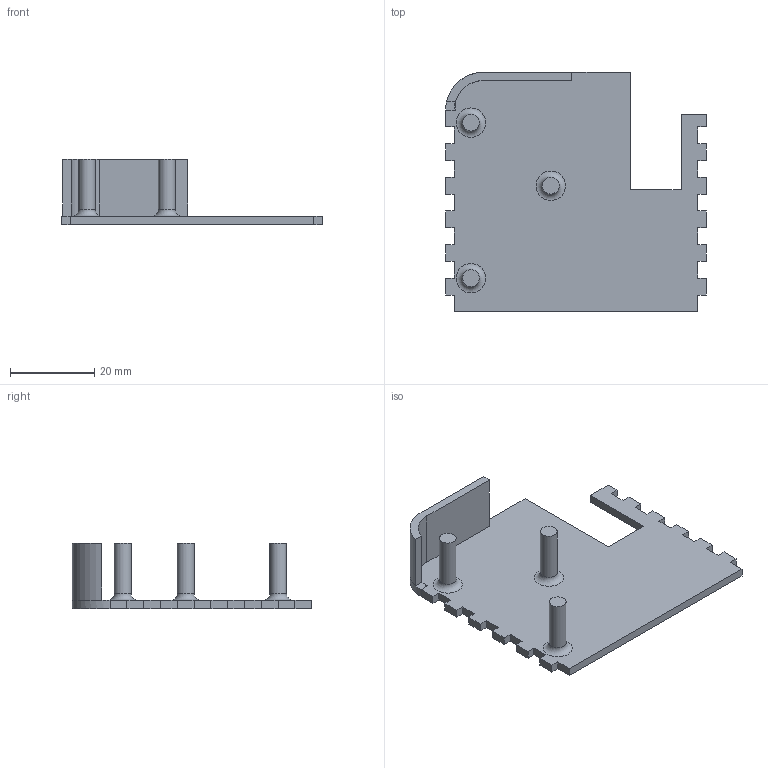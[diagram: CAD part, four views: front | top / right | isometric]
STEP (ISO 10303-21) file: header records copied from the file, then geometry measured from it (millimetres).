
FILE_DESCRIPTION(('FreeCAD Model'),'2;1');
FILE_NAME('hat.step','2019-11-14T11:31:38',('Author'),(''), 'Open CASCADE STEP processor 7.3','FreeCAD','Unknown');
FILE_SCHEMA(('AUTOMOTIVE_DESIGN { 1 0 10303 214 1 1 1 1 }'));
Length unit declared in the file: millimetre
Products named in the file (1): Hat
Bounding box: 62 x 57 x 15.5 mm (x, y, z)
Volume: 7431.3 mm3; surface area: 8064 mm2
Topology: 1 solids, 1 shells, 73 faces, 199 edges, 131 vertices
Faces by surface type: plane 64, cylinder 6, torus 3
Full cylindrical faces by diameter (mm): 4 x3
Entity records: 4904 total; most frequent: CARTESIAN_POINT 850, DIRECTION 756, LINE 565, VECTOR 565, ORIENTED_EDGE 398, PCURVE 398, DEFINITIONAL_REPRESENTATION 398, EDGE_CURVE 199
